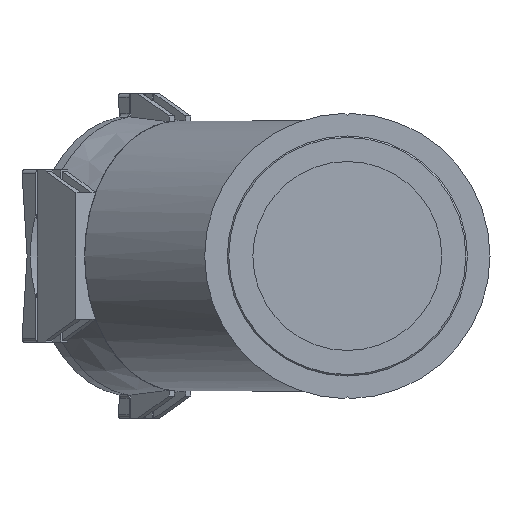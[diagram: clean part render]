
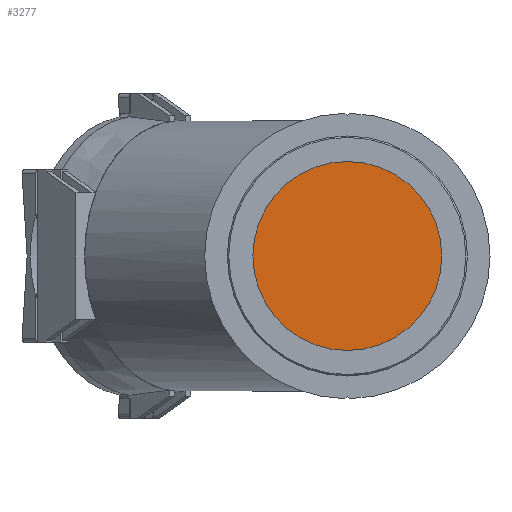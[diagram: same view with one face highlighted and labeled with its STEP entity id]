
A CAD part, left-side view. The second image highlights one B-rep face of the part: STEP entity #3277.
In plain terms, the highlighted planar face has unit normal (-1, 0, 0).
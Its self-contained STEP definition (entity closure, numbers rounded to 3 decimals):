
#1965 = AXIS2_PLACEMENT_3D ( 'NONE', #6562, #6566, #6567 ) ;
#3030 = FACE_OUTER_BOUND ( 'NONE', #8908, .T. ) ;
#3277 = ADVANCED_FACE ( 'NONE', ( #3030 ), #6563, .T. ) ;
#4165 = AXIS2_PLACEMENT_3D ( 'NONE', #7162, #7163, #7164 ) ;
#4649 = CIRCLE ( 'NONE', #4165, 192. ) ;
#4753 = VERTEX_POINT ( 'NONE', #8873 ) ;
#5144 = EDGE_CURVE ( 'NONE', #4753, #4753, #4649, .T. ) ;
#5970 = ORIENTED_EDGE ( 'NONE', *, *, #5144, .T. ) ;
#6562 = CARTESIAN_POINT ( 'NONE',  ( -192., 0., 0. ) ) ;
#6563 = PLANE ( 'NONE',  #1965 ) ;
#6566 = DIRECTION ( 'NONE',  ( -1., 0., 0. ) ) ;
#6567 = DIRECTION ( 'NONE',  ( 0., 0., 1. ) ) ;
#7162 = CARTESIAN_POINT ( 'NONE',  ( -192., 0., 0. ) ) ;
#7163 = DIRECTION ( 'NONE',  ( -1., 0., 0. ) ) ;
#7164 = DIRECTION ( 'NONE',  ( 0., 0., 1. ) ) ;
#8873 = CARTESIAN_POINT ( 'NONE',  ( -192., 0., 192. ) ) ;
#8908 = EDGE_LOOP ( 'NONE', ( #5970 ) ) ;
